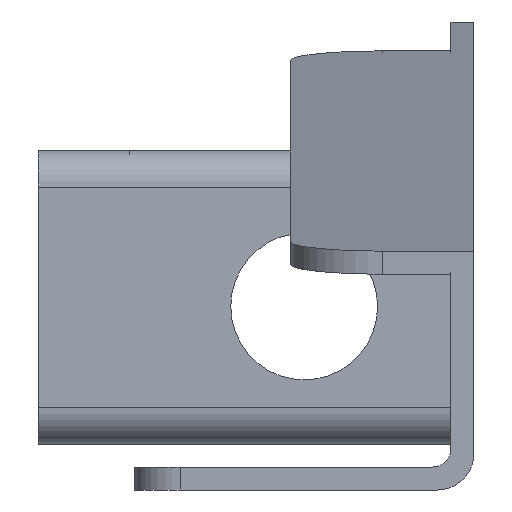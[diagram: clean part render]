
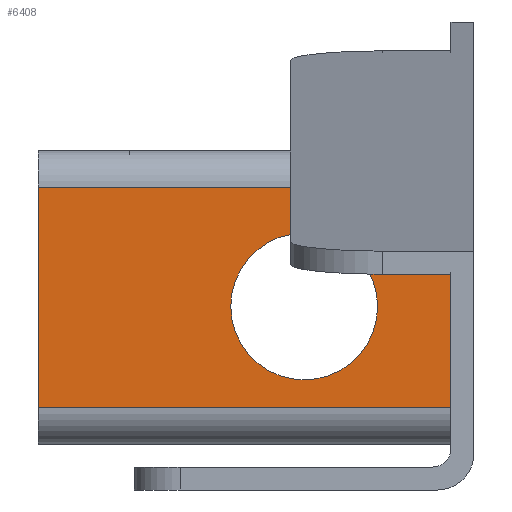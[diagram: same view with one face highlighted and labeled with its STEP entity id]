
A CAD part, left-side view. The second image highlights one B-rep face of the part: STEP entity #6408.
In plain terms, the highlighted planar face has unit normal (-1, 0, 0).
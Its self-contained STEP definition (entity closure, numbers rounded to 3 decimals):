
#327=DIRECTION('',(0.,0.,-1.));
#328=VECTOR('',#327,24.);
#329=CARTESIAN_POINT('',(-66.,2.5,33.));
#330=LINE('',#329,#328);
#1796=DIRECTION('',(0.,0.,-1.));
#1797=VECTOR('',#1796,24.);
#1798=CARTESIAN_POINT('',(-66.,47.5,33.));
#1799=LINE('',#1798,#1797);
#1823=DIRECTION('',(0.,1.,0.));
#1824=VECTOR('',#1823,45.);
#1825=CARTESIAN_POINT('',(-66.,2.5,9.));
#1826=LINE('',#1825,#1824);
#1827=DIRECTION('',(0.,1.,0.));
#1828=VECTOR('',#1827,45.);
#1829=CARTESIAN_POINT('',(-66.,2.5,33.));
#1830=LINE('',#1829,#1828);
#1831=CARTESIAN_POINT('',(-66.,18.5,20.));
#1832=DIRECTION('',(-1.,0.,0.));
#1833=DIRECTION('',(0.,0.,1.));
#1834=AXIS2_PLACEMENT_3D('',#1831,#1832,#1833);
#1836=CARTESIAN_POINT('',(-66.,18.5,20.));
#1837=DIRECTION('',(-1.,0.,0.));
#1838=DIRECTION('',(0.,0.,-1.));
#1839=AXIS2_PLACEMENT_3D('',#1836,#1837,#1838);
#4136=CARTESIAN_POINT('',(-66.,18.5,28.));
#4138=VERTEX_POINT('',#4136);
#4140=CARTESIAN_POINT('',(-66.,18.5,12.));
#4142=VERTEX_POINT('',#4140);
#4152=CARTESIAN_POINT('',(-66.,47.5,9.));
#4154=VERTEX_POINT('',#4152);
#4155=CARTESIAN_POINT('',(-66.,2.5,9.));
#4156=VERTEX_POINT('',#4155);
#4159=CARTESIAN_POINT('',(-66.,47.5,33.));
#4161=VERTEX_POINT('',#4159);
#4165=CARTESIAN_POINT('',(-66.,2.5,33.));
#4166=VERTEX_POINT('',#4165);
#6390=CARTESIAN_POINT('',(-66.,2.5,37.));
#6391=DIRECTION('',(1.,0.,0.));
#6392=DIRECTION('',(0.,0.,-1.));
#6393=AXIS2_PLACEMENT_3D('',#6390,#6391,#6392);
#6394=PLANE('',#6393);
#6395=ORIENTED_EDGE('',*,*,#6383,.T.);
#6396=ORIENTED_EDGE('',*,*,#6338,.F.);
#6398=ORIENTED_EDGE('',*,*,#6397,.F.);
#6399=ORIENTED_EDGE('',*,*,#5204,.T.);
#6400=EDGE_LOOP('',(#6395,#6396,#6398,#6399));
#6401=FACE_OUTER_BOUND('',#6400,.F.);
#6403=ORIENTED_EDGE('',*,*,#6402,.T.);
#6405=ORIENTED_EDGE('',*,*,#6404,.T.);
#6406=EDGE_LOOP('',(#6403,#6405));
#6407=FACE_BOUND('',#6406,.F.);
#6408=ADVANCED_FACE('',(#6401,#6407),#6394,.F.);
#1835=CIRCLE('',#1834,8.);
#1840=CIRCLE('',#1839,8.);
#5204=EDGE_CURVE('',#4166,#4156,#330,.T.);
#6338=EDGE_CURVE('',#4161,#4154,#1799,.T.);
#6383=EDGE_CURVE('',#4156,#4154,#1826,.T.);
#6397=EDGE_CURVE('',#4166,#4161,#1830,.T.);
#6402=EDGE_CURVE('',#4138,#4142,#1835,.T.);
#6404=EDGE_CURVE('',#4142,#4138,#1840,.T.);
